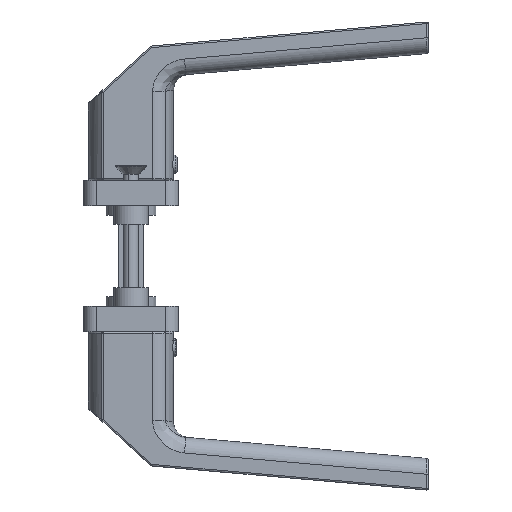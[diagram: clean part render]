
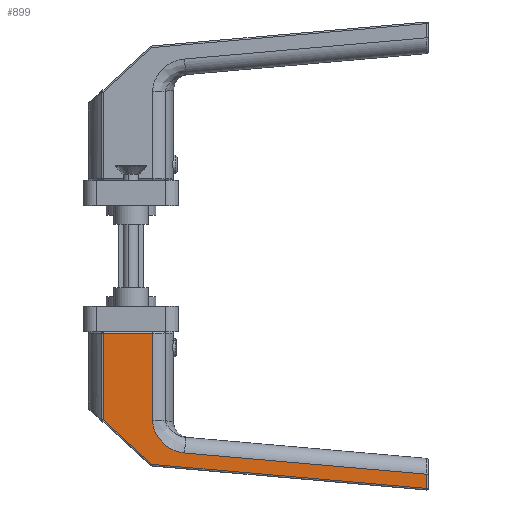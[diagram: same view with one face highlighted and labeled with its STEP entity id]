
A CAD part, front view. The second image highlights one B-rep face of the part: STEP entity #899.
In plain terms, the highlighted planar face has unit normal (0, -1, 0).
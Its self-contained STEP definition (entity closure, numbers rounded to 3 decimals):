
#55 = ORIENTED_EDGE ( 'NONE', *, *, #1021, .T. ) ;
#90 = CARTESIAN_POINT ( 'NONE',  ( 8.549, -10., 8.533 ) ) ;
#116 = CARTESIAN_POINT ( 'NONE',  ( 6.874, -10., 13.748 ) ) ;
#130 = DIRECTION ( 'NONE',  ( 0.996, 0., -0.087 ) ) ;
#170 = ORIENTED_EDGE ( 'NONE', *, *, #224, .T. ) ;
#222 = CARTESIAN_POINT ( 'NONE',  ( 16.94, -10., 3.537 ) ) ;
#224 = EDGE_CURVE ( 'NONE', #2497, #1027, #5475, .T. ) ;
#248 = DIRECTION ( 'NONE',  ( 0.001, 0., 1. ) ) ;
#289 = EDGE_CURVE ( 'NONE', #2434, #933, #2523, .T. ) ;
#377 = CARTESIAN_POINT ( 'NONE',  ( 10.977, -10., 5.919 ) ) ;
#579 = CARTESIAN_POINT ( 'NONE',  ( 6.603, -10., -0.076 ) ) ;
#586 = ORIENTED_EDGE ( 'NONE', *, *, #3224, .T. ) ;
#710 = LINE ( 'NONE', #2692, #3683 ) ;
#899 = ADVANCED_FACE ( 'NONE', ( #5429 ), #968, .F. ) ;
#901 = CARTESIAN_POINT ( 'NONE',  ( 9.114, -10., 7.742 ) ) ;
#933 = VERTEX_POINT ( 'NONE', #579 ) ;
#966 = EDGE_CURVE ( 'NONE', #933, #5203, #6109, .T. ) ;
#968 = PLANE ( 'NONE',  #6380 ) ;
#973 = VECTOR ( 'NONE', #4494, 1000. ) ;
#987 = CARTESIAN_POINT ( 'NONE',  ( 16.285, -10., 3.594 ) ) ;
#1021 = EDGE_CURVE ( 'NONE', #1027, #4980, #710, .T. ) ;
#1027 = VERTEX_POINT ( 'NONE', #5587 ) ;
#1048 = CARTESIAN_POINT ( 'NONE',  ( 8.042, -10., 9.367 ) ) ;
#1141 = CARTESIAN_POINT ( 'NONE',  ( 6.955, -10., 12.43 ) ) ;
#1185 = VECTOR ( 'NONE', #130, 1000. ) ;
#1203 = CARTESIAN_POINT ( 'NONE',  ( -8.874, -10., 59.098 ) ) ;
#1367 = ORIENTED_EDGE ( 'NONE', *, *, #6320, .T. ) ;
#1369 = CARTESIAN_POINT ( 'NONE',  ( 10.233, -10., 6.558 ) ) ;
#1396 = ORIENTED_EDGE ( 'NONE', *, *, #966, .T. ) ;
#1443 = VECTOR ( 'NONE', #2695, 1000. ) ;
#1464 = CARTESIAN_POINT ( 'NONE',  ( 13.787, -10., 4.29 ) ) ;
#1624 = CARTESIAN_POINT ( 'NONE',  ( -8.874, -10., 41.5 ) ) ;
#1700 = DIRECTION ( 'NONE',  ( 0., 0., 1. ) ) ;
#1789 = CARTESIAN_POINT ( 'NONE',  ( 93.76, -10., -3.227 ) ) ;
#1858 = DIRECTION ( 'NONE',  ( -0.996, 0., 0.087 ) ) ;
#1870 = EDGE_LOOP ( 'NONE', ( #1396, #586, #4826, #170, #55, #6116, #1367, #3874 ) ) ;
#1953 = CARTESIAN_POINT ( 'NONE',  ( 14.707, -10., 3.966 ) ) ;
#1993 = CARTESIAN_POINT ( 'NONE',  ( 15.645, -10., 3.71 ) ) ;
#2203 = CARTESIAN_POINT ( 'NONE',  ( 6.874, -10., 41.5 ) ) ;
#2286 = VECTOR ( 'NONE', #248, 1000. ) ;
#2434 = VERTEX_POINT ( 'NONE', #5390 ) ;
#2497 = VERTEX_POINT ( 'NONE', #222 ) ;
#2523 = LINE ( 'NONE', #5603, #973 ) ;
#2667 = LINE ( 'NONE', #6235, #1443 ) ;
#2673 = EDGE_CURVE ( 'NONE', #3300, #2497, #3308, .T. ) ;
#2692 = CARTESIAN_POINT ( 'NONE',  ( 6.874, -10., 59.098 ) ) ;
#2695 = DIRECTION ( 'NONE',  ( -1., 0., 0. ) ) ;
#2885 = CARTESIAN_POINT ( 'NONE',  ( 14.693, -10., 3.734 ) ) ;
#3046 = CARTESIAN_POINT ( 'NONE',  ( 7.256, -10., 11.162 ) ) ;
#3224 = EDGE_CURVE ( 'NONE', #5203, #3300, #5250, .T. ) ;
#3300 = VERTEX_POINT ( 'NONE', #4393 ) ;
#3308 = LINE ( 'NONE', #2885, #3639 ) ;
#3313 = CARTESIAN_POINT ( 'NONE',  ( 93.757, -10., -7.701 ) ) ;
#3371 = CARTESIAN_POINT ( 'NONE',  ( 9.535, -10., 7.248 ) ) ;
#3524 = CARTESIAN_POINT ( 'NONE',  ( 7.473, -10., 10.55 ) ) ;
#3624 = CARTESIAN_POINT ( 'NONE',  ( 7.889, -10., 9.659 ) ) ;
#3639 = VECTOR ( 'NONE', #1858, 1000. ) ;
#3683 = VECTOR ( 'NONE', #1700, 1000. ) ;
#3850 = CARTESIAN_POINT ( 'NONE',  ( 10.477, -10., 6.336 ) ) ;
#3874 = ORIENTED_EDGE ( 'NONE', *, *, #289, .T. ) ;
#3939 = CARTESIAN_POINT ( 'NONE',  ( 14.398, -10., 4.065 ) ) ;
#4129 = CARTESIAN_POINT ( 'NONE',  ( 6.874, -10., 13.089 ) ) ;
#4393 = CARTESIAN_POINT ( 'NONE',  ( 93.76, -10., -3.184 ) ) ;
#4453 = CARTESIAN_POINT ( 'NONE',  ( 11.236, -10., 5.721 ) ) ;
#4494 = DIRECTION ( 'NONE',  ( 0.739, 0., -0.673 ) ) ;
#4503 = CARTESIAN_POINT ( 'NONE',  ( -101.165, -10., 59.098 ) ) ;
#4826 = ORIENTED_EDGE ( 'NONE', *, *, #2673, .T. ) ;
#4830 = CARTESIAN_POINT ( 'NONE',  ( 12.594, -10., 4.836 ) ) ;
#4980 = VERTEX_POINT ( 'NONE', #2203 ) ;
#5079 = CARTESIAN_POINT ( 'NONE',  ( 8.372, -10., 8.805 ) ) ;
#5149 = LINE ( 'NONE', #1203, #5632 ) ;
#5162 = CARTESIAN_POINT ( 'NONE',  ( 94.3, -10., -7.748 ) ) ;
#5203 = VERTEX_POINT ( 'NONE', #3313 ) ;
#5214 = CARTESIAN_POINT ( 'NONE',  ( 16.94, -10., 3.537 ) ) ;
#5250 = LINE ( 'NONE', #1789, #2286 ) ;
#5356 = CARTESIAN_POINT ( 'NONE',  ( 12.033, -10., 5.163 ) ) ;
#5390 = CARTESIAN_POINT ( 'NONE',  ( -8.874, -10., 14.021 ) ) ;
#5397 = EDGE_CURVE ( 'NONE', #4980, #5883, #2667, .T. ) ;
#5429 = FACE_OUTER_BOUND ( 'NONE', #1870, .T. ) ;
#5450 = CARTESIAN_POINT ( 'NONE',  ( 13.485, -10., 4.417 ) ) ;
#5475 = B_SPLINE_CURVE_WITH_KNOTS ( 'NONE', 3,
 ( #5214, #987, #1993, #1953, #3939, #1464, #5450, #4830, #5356, #4453, #377, #3850, #1369, #3371, #901, #90, #5079, #1048, #3624, #3524, #3046, #1141, #4129, #116 ),
 .UNSPECIFIED., .F., .F.,
 ( 4, 2, 2, 2, 2, 2, 2, 2, 2, 2, 2, 4 ),
 ( 0., 0.002, 0.003, 0.004, 0.006, 0.007, 0.008, 0.01, 0.011, 0.012, 0.014, 0.016 ),
 .UNSPECIFIED. ) ;
#5587 = CARTESIAN_POINT ( 'NONE',  ( 6.874, -10., 13.748 ) ) ;
#5603 = CARTESIAN_POINT ( 'NONE',  ( -81.76, -10., 80.404 ) ) ;
#5632 = VECTOR ( 'NONE', #6195, 1000. ) ;
#5883 = VERTEX_POINT ( 'NONE', #1624 ) ;
#6008 = DIRECTION ( 'NONE',  ( 0., 1., 0. ) ) ;
#6109 = LINE ( 'NONE', #5162, #1185 ) ;
#6116 = ORIENTED_EDGE ( 'NONE', *, *, #5397, .T. ) ;
#6195 = DIRECTION ( 'NONE',  ( 0., 0., -1. ) ) ;
#6235 = CARTESIAN_POINT ( 'NONE',  ( -9.069, -10., 41.5 ) ) ;
#6320 = EDGE_CURVE ( 'NONE', #5883, #2434, #5149, .T. ) ;
#6380 = AXIS2_PLACEMENT_3D ( 'NONE', #4503, #6008, #6398 ) ;
#6398 = DIRECTION ( 'NONE',  ( -1., 0., 0. ) ) ;
